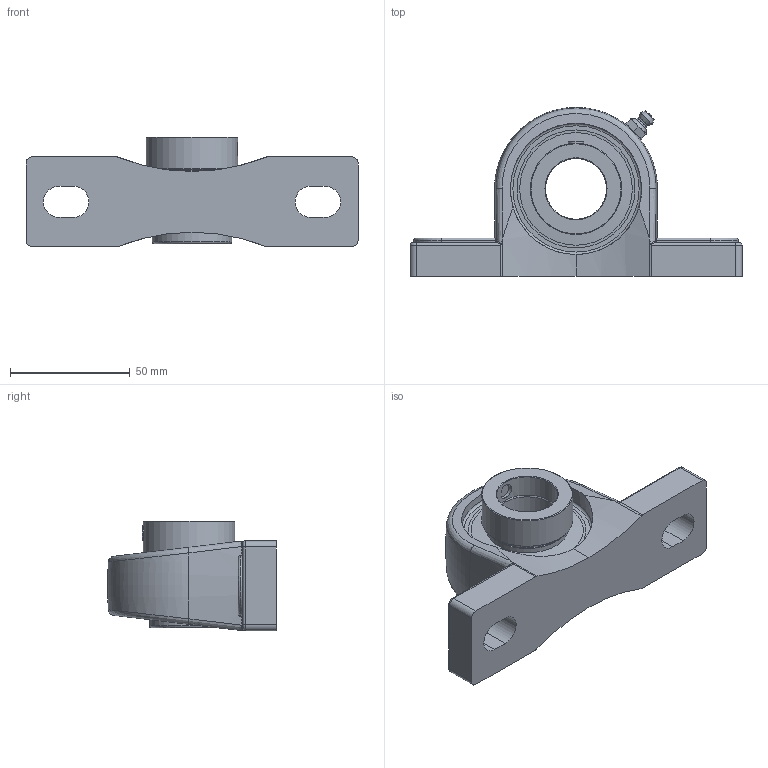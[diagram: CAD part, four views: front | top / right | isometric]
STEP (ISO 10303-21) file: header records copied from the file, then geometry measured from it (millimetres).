
FILE_DESCRIPTION(('HOOPS Exchange Step'),'2;1');
FILE_NAME('export-F8FA8BED-1F22-4724-82B8-1AC106925F14.stp','2019-12-13T13:52:40-08:00',('ibuslach'),('Alibre'),'HOOPS Exchange 2019.2','Alibre','Unknown authorisation');
FILE_SCHEMA( ('AP242_MANAGED_MODEL_BASED_3D_ENGINEERING_MIM_LF {1 0 10303 442 1 1 4 }') );
Length unit declared in the file: centimetre
Products named in the file (8): MRN SP 205; UCP ZERK 5mm; SHC 205-16 RACE; SHC 205-16 COLLAR; SHC 205-16 SHIELD; SHC 204 SS; MRN SHC 205-16; MRN SHCP 205-16
Assembly tree (7 placements, depth 3):
  MRN SHCP 205-16
    MRN SP 205
    UCP ZERK 5mm
    MRN SHC 205-16
      SHC 205-16 RACE
      SHC 205-16 COLLAR
      SHC 205-16 SHIELD
      SHC 204 SS
Bounding box: 138.5 x 70.47 x 45.71 mm (x, y, z)
Volume: 121526.6 mm3; surface area: 47327.7 mm2
Topology: 8 solids, 8 shells, 206 faces, 544 edges, 349 vertices
Faces by surface type: cylinder 70, plane 65, torus 25, cone 19, bspline 18, sphere 9
Full cylindrical faces by diameter (mm): 1.507 x2, 5 x2, 6.35 x3, 25.4 x2, 30.683 x2, 33.02 x4, 34.036 x2, 38.1 x1, 45.212 x2, 46.99 x4, 54.712 x2
Entity records: 13882 total; most frequent: CARTESIAN_POINT 8579, DIRECTION 1107, ORIENTED_EDGE 1070, EDGE_CURVE 535, AXIS2_PLACEMENT_3D 467, VERTEX_POINT 349, CIRCLE 240, EDGE_LOOP 234
